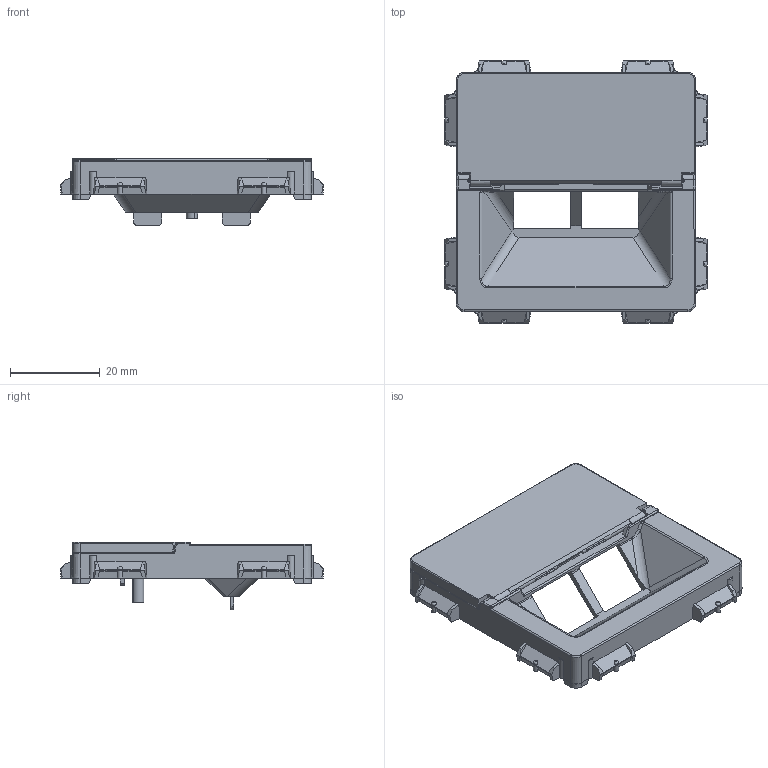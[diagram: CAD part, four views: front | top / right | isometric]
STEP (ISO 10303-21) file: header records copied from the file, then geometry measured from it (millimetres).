
FILE_DESCRIPTION(('CATIA V5 STEP Exchange','CAx-IF Rec.Pracs.--- Model Styling and Organization---1.4--- 2014-01-23'),'2;1');
FILE_NAME('755380_AllCATPart.stp','2020-02-25T08:56:25+00:00',('none'),('none'),'CATIA Version 5-6 Release 2017 SP3','CATIA V5 STEP AP214','none');
FILE_SCHEMA(('AUTOMOTIVE_DESIGN { 1 0 10303 214 1 1 1 1 }'));
Products named in the file (1): 755380_AllCATPart
Bounding box: 58.4 x 58.4 x 15.06 mm (x, y, z)
Volume: 6920 mm3; surface area: 12530.9 mm2
Topology: 1 solids, 1 shells, 1696 faces, 4977 edges, 3314 vertices
Faces by surface type: plane 1446, cylinder 110, cone 54, torus 33, bspline 30, extrusion 21, sphere 2
Entity records: 59297 total; most frequent: CARTESIAN_POINT 15547, ORIENTED_EDGE 9950, DIRECTION 6861, EDGE_CURVE 4975, VECTOR 3924, LINE 3903, VERTEX_POINT 3314, EDGE_LOOP 1747
